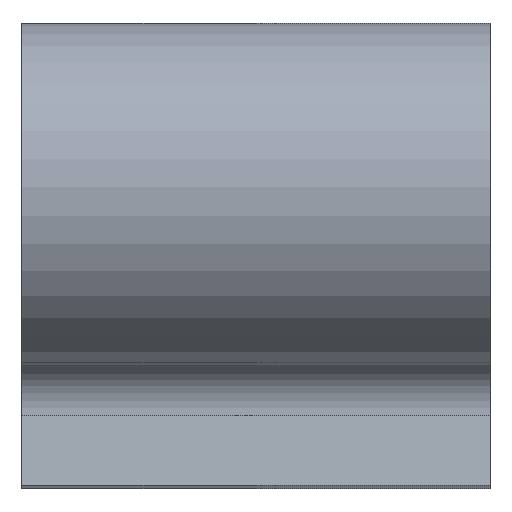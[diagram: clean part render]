
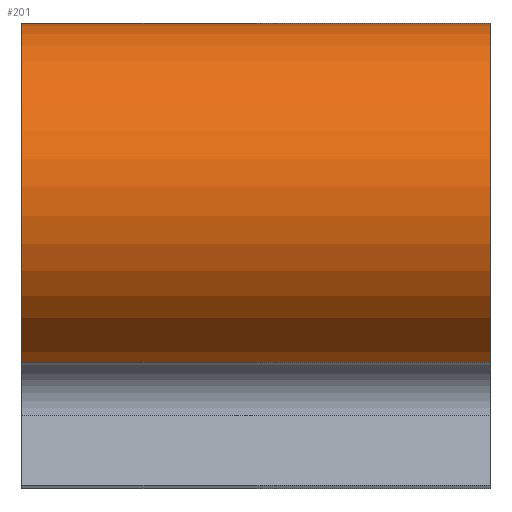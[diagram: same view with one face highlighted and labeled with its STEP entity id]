
A CAD part, top view. The second image highlights one B-rep face of the part: STEP entity #201.
In plain terms, the highlighted cylindrical face has radius 3.706 mm (diameter 7.411 mm), a partial arc.
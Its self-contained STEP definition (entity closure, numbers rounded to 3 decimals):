
#141=CARTESIAN_POINT('',(5.,-1.157,27.235));
#142=VERTEX_POINT('',#141);
#150=CARTESIAN_POINT('',(-5.,-1.157,27.235));
#151=VERTEX_POINT('',#150);
#152=CARTESIAN_POINT('',(-5.,-1.157,27.235));
#153=DIRECTION('',(1.0,0.0,0.0));
#154=VECTOR('',#153,10.0);
#155=LINE('',#152,#154);
#156=EDGE_CURVE('',#151,#142,#155,.T.);
#169=CARTESIAN_POINT('',(-5.,2.39,26.163));
#170=DIRECTION('',(1.0,0.0,0.0));
#171=DIRECTION('',(0.0,0.217,0.976));
#172=AXIS2_PLACEMENT_3D('',#169,#170,#171);
#173=CYLINDRICAL_SURFACE('',#172,3.706);
#174=CARTESIAN_POINT('',(5.,6.057,25.63));
#175=VERTEX_POINT('',#174);
#176=CARTESIAN_POINT('',(5.,2.39,26.163));
#177=DIRECTION('',(-1.0,0.0,0.0));
#178=DIRECTION('',(0.0,0.217,0.976));
#179=AXIS2_PLACEMENT_3D('',#176,#177,#178);
#180=CIRCLE('',#179,3.706);
#181=EDGE_CURVE('',#142,#175,#180,.T.);
#182=ORIENTED_EDGE('',*,*,#181,.T.);
#183=CARTESIAN_POINT('',(-5.,6.057,25.63));
#184=VERTEX_POINT('',#183);
#185=CARTESIAN_POINT('',(-5.,6.057,25.63));
#186=DIRECTION('',(1.0,0.0,0.0));
#187=VECTOR('',#186,10.0);
#188=LINE('',#185,#187);
#189=EDGE_CURVE('',#184,#175,#188,.T.);
#190=ORIENTED_EDGE('',*,*,#189,.F.);
#191=CARTESIAN_POINT('',(-5.,2.39,26.163));
#192=DIRECTION('',(1.0,0.0,0.0));
#193=DIRECTION('',(0.0,0.217,0.976));
#194=AXIS2_PLACEMENT_3D('',#191,#192,#193);
#195=CIRCLE('',#194,3.706);
#196=EDGE_CURVE('',#184,#151,#195,.T.);
#197=ORIENTED_EDGE('',*,*,#196,.T.);
#198=ORIENTED_EDGE('',*,*,#156,.T.);
#199=EDGE_LOOP('',(#182,#190,#197,#198));
#200=FACE_OUTER_BOUND('',#199,.T.);
#201=ADVANCED_FACE('',(#200),#173,.T.);
